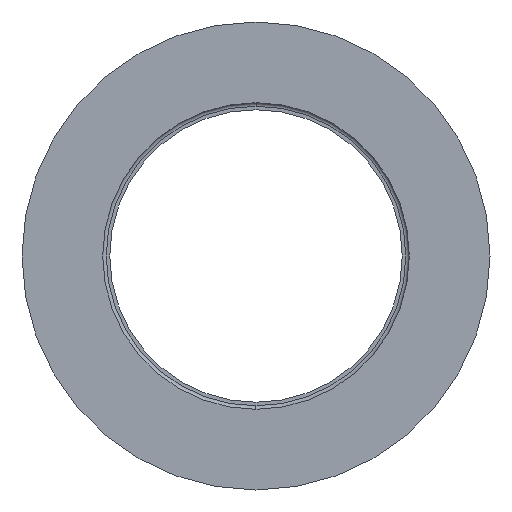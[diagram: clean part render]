
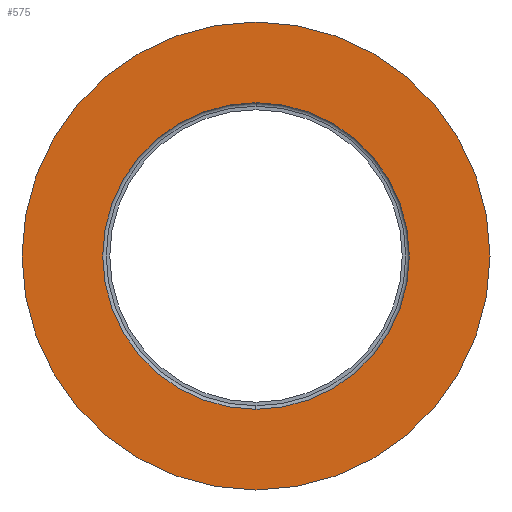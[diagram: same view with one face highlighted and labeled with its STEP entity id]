
A CAD part, left-side view. The second image highlights one B-rep face of the part: STEP entity #575.
In plain terms, the highlighted planar face has unit normal (-1, 0, 0).
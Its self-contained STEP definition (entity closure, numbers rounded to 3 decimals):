
#7 = AXIS2_PLACEMENT_3D ( 'NONE', #634, #229, #700 ) ;
#10 = CARTESIAN_POINT ( 'NONE',  ( 0., 0., 0. ) ) ;
#76 = DIRECTION ( 'NONE',  ( 0., 0., 1. ) ) ;
#89 = CIRCLE ( 'NONE', #7, 20. ) ;
#103 = FACE_BOUND ( 'NONE', #693, .T. ) ;
#118 = AXIS2_PLACEMENT_3D ( 'NONE', #10, #488, #76 ) ;
#136 = ORIENTED_EDGE ( 'NONE', *, *, #749, .T. ) ;
#169 = AXIS2_PLACEMENT_3D ( 'NONE', #398, #869, #463 ) ;
#195 = CARTESIAN_POINT ( 'NONE',  ( 0., 0., -13.1 ) ) ;
#203 = VERTEX_POINT ( 'NONE', #868 ) ;
#215 = ORIENTED_EDGE ( 'NONE', *, *, #661, .F. ) ;
#222 = CIRCLE ( 'NONE', #169, 13.1 ) ;
#229 = DIRECTION ( 'NONE',  ( -1., 0., 0. ) ) ;
#250 = DIRECTION ( 'NONE',  ( 0., 0., -1. ) ) ;
#268 = DIRECTION ( 'NONE',  ( -1., 0., 0. ) ) ;
#298 = ORIENTED_EDGE ( 'NONE', *, *, #433, .T. ) ;
#336 = EDGE_CURVE ( 'NONE', #741, #518, #497, .T. ) ;
#367 = ORIENTED_EDGE ( 'NONE', *, *, #336, .F. ) ;
#370 = VERTEX_POINT ( 'NONE', #552 ) ;
#398 = CARTESIAN_POINT ( 'NONE',  ( 0., 0., 0. ) ) ;
#433 = EDGE_CURVE ( 'NONE', #370, #203, #89, .T. ) ;
#463 = DIRECTION ( 'NONE',  ( 0., 0., 1. ) ) ;
#488 = DIRECTION ( 'NONE',  ( -1., 0., 0. ) ) ;
#497 = CIRCLE ( 'NONE', #118, 13.1 ) ;
#517 = CARTESIAN_POINT ( 'NONE',  ( 0., 0., -13.1 ) ) ;
#518 = VERTEX_POINT ( 'NONE', #777 ) ;
#552 = CARTESIAN_POINT ( 'NONE',  ( 0., 0., 20. ) ) ;
#575 = ADVANCED_FACE ( 'NONE', ( #103, #785 ), #786, .F. ) ;
#586 = AXIS2_PLACEMENT_3D ( 'NONE', #671, #268, #736 ) ;
#634 = CARTESIAN_POINT ( 'NONE',  ( 0., 0., 0. ) ) ;
#652 = DIRECTION ( 'NONE',  ( 1., 0., 0. ) ) ;
#661 = EDGE_CURVE ( 'NONE', #518, #741, #222, .T. ) ;
#671 = CARTESIAN_POINT ( 'NONE',  ( 0., 0., 0. ) ) ;
#693 = EDGE_LOOP ( 'NONE', ( #215, #367 ) ) ;
#700 = DIRECTION ( 'NONE',  ( 0., 0., 1. ) ) ;
#736 = DIRECTION ( 'NONE',  ( 0., 0., 1. ) ) ;
#741 = VERTEX_POINT ( 'NONE', #195 ) ;
#749 = EDGE_CURVE ( 'NONE', #203, #370, #859, .T. ) ;
#777 = CARTESIAN_POINT ( 'NONE',  ( 0., 0., 13.1 ) ) ;
#781 = AXIS2_PLACEMENT_3D ( 'NONE', #517, #652, #250 ) ;
#785 = FACE_OUTER_BOUND ( 'NONE', #870, .T. ) ;
#786 = PLANE ( 'NONE',  #781 ) ;
#859 = CIRCLE ( 'NONE', #586, 20. ) ;
#868 = CARTESIAN_POINT ( 'NONE',  ( 0., 0., -20. ) ) ;
#869 = DIRECTION ( 'NONE',  ( -1., 0., 0. ) ) ;
#870 = EDGE_LOOP ( 'NONE', ( #298, #136 ) ) ;
